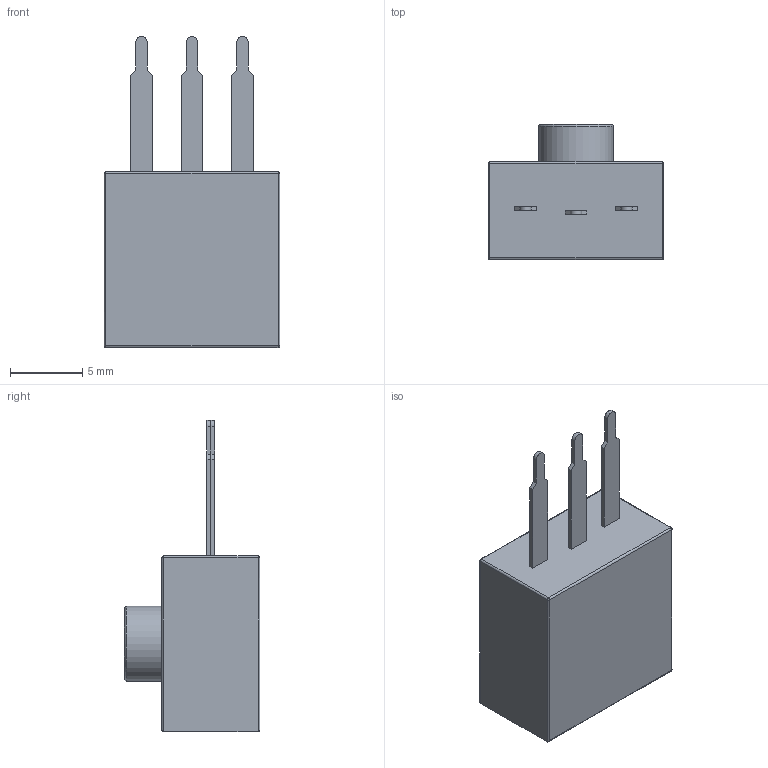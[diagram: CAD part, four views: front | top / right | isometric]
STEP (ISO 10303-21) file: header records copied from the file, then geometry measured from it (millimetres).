
FILE_DESCRIPTION(/* description */ (''),/* implementation_level */ '2;1');
FILE_NAME(/* name */ 'GPTS202312B_3D Model.stp',/* time_stamp */ '2022-11-18T10:18:50-05:00',/* author */ ('dwiltbank'),/* organization */ (''),/* preprocessor_version */ 'ST-DEVELOPER v18.1',/* originating_system */ 'Autodesk Inventor 2022',/* authorisation */ '');
FILE_SCHEMA (('AUTOMOTIVE_DESIGN { 1 0 10303 214 3 1 1 }'));
Length unit declared in the file: inch
Products named in the file (1): GPTS202312B Rev. 0_Simplify_1
Bounding box: 12.19 x 9.43 x 21.59 mm (x, y, z)
Volume: 1076.7 mm3; surface area: 752 mm2
Topology: 1 solids, 1 shells, 53 faces, 121 edges, 74 vertices
Faces by surface type: plane 30, cylinder 15, sphere 7, torus 1
Full cylindrical faces by diameter (mm): 5.207 x1
Entity records: 1573 total; most frequent: DIRECTION 260, CARTESIAN_POINT 249, ORIENTED_EDGE 242, EDGE_CURVE 121, LINE 90, VECTOR 90, AXIS2_PLACEMENT_3D 85, VERTEX_POINT 74
